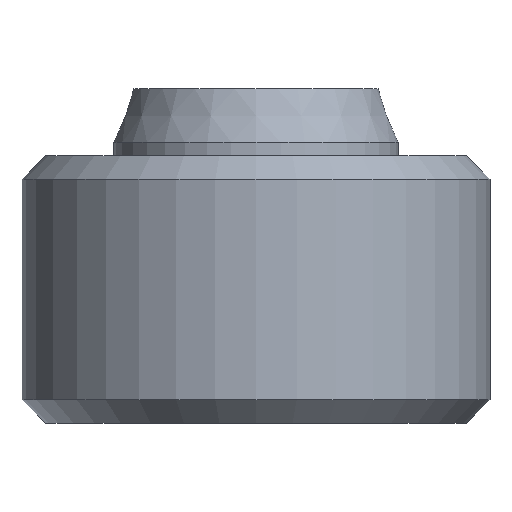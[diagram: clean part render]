
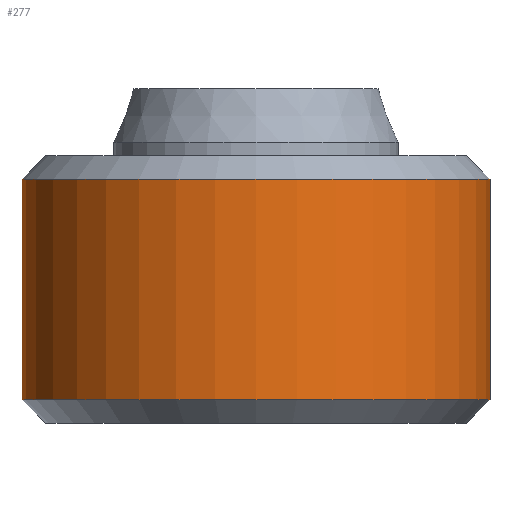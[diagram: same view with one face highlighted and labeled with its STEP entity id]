
A CAD part, front view. The second image highlights one B-rep face of the part: STEP entity #277.
In plain terms, the highlighted cylindrical face has radius 3.5 mm (diameter 7 mm), a full revolution.
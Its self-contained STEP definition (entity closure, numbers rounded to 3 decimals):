
#28=CYLINDRICAL_SURFACE('',#322,3.5);
#45=FACE_OUTER_BOUND('',#66,.T.);
#66=EDGE_LOOP('',(#208,#209,#210,#211,#212));
#87=LINE('',#471,#104);
#104=VECTOR('',#383,3.5);
#120=CIRCLE('',#314,3.5);
#121=CIRCLE('',#315,3.5);
#123=CIRCLE('',#318,3.5);
#134=VERTEX_POINT('',#450);
#135=VERTEX_POINT('',#451);
#137=VERTEX_POINT('',#458);
#156=EDGE_CURVE('',#134,#135,#120,.T.);
#157=EDGE_CURVE('',#135,#134,#121,.T.);
#160=EDGE_CURVE('',#137,#137,#123,.T.);
#165=EDGE_CURVE('',#134,#137,#87,.T.);
#208=ORIENTED_EDGE('',*,*,#156,.T.);
#209=ORIENTED_EDGE('',*,*,#157,.T.);
#210=ORIENTED_EDGE('',*,*,#165,.T.);
#211=ORIENTED_EDGE('',*,*,#160,.T.);
#212=ORIENTED_EDGE('',*,*,#165,.F.);
#277=ADVANCED_FACE('',(#45),#28,.T.);
#314=AXIS2_PLACEMENT_3D('',#452,#363,#364);
#315=AXIS2_PLACEMENT_3D('',#453,#365,#366);
#318=AXIS2_PLACEMENT_3D('',#459,#372,#373);
#322=AXIS2_PLACEMENT_3D('',#470,#381,#382);
#363=DIRECTION('center_axis',(0.,0.,-1.));
#364=DIRECTION('ref_axis',(-1.,0.,0.));
#365=DIRECTION('center_axis',(0.,0.,-1.));
#366=DIRECTION('ref_axis',(-1.,0.,0.));
#372=DIRECTION('center_axis',(0.,0.,1.));
#373=DIRECTION('ref_axis',(-1.,0.,0.));
#381=DIRECTION('center_axis',(0.,0.,1.));
#382=DIRECTION('ref_axis',(1.,0.,0.));
#383=DIRECTION('',(0.,0.,-1.));
#450=CARTESIAN_POINT('',(-3.5,0.,-25.35));
#451=CARTESIAN_POINT('',(3.5,0.,-25.35));
#452=CARTESIAN_POINT('Origin',(0.,0.,-25.35));
#453=CARTESIAN_POINT('Origin',(0.,0.,-25.35));
#458=CARTESIAN_POINT('',(-3.5,0.,-28.65));
#459=CARTESIAN_POINT('Origin',(0.,0.,-28.65));
#470=CARTESIAN_POINT('Origin',(0.,0.,-29.));
#471=CARTESIAN_POINT('',(-3.5,0.,-29.));
